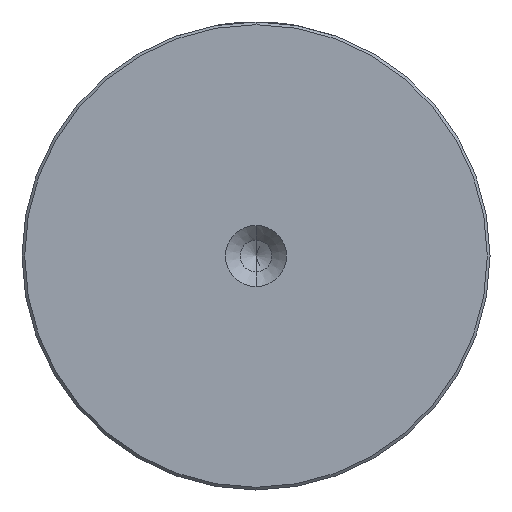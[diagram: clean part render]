
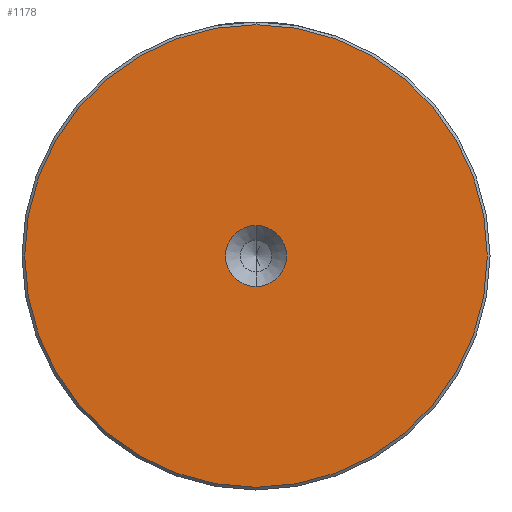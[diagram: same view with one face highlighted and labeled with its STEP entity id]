
A CAD part, left-side view. The second image highlights one B-rep face of the part: STEP entity #1178.
In plain terms, the highlighted planar face has unit normal (-1, 0, 0).
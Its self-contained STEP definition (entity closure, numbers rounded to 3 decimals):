
#18 = DIRECTION ( 'NONE',  ( -1., 0., 0. ) ) ;
#45 = DIRECTION ( 'NONE',  ( 0., 0., 1. ) ) ;
#67 = DIRECTION ( 'NONE',  ( -1., 0., 0. ) ) ;
#75 = CARTESIAN_POINT ( 'NONE',  ( 0., 0., 0. ) ) ;
#169 = DIRECTION ( 'NONE',  ( -1., 0., 0. ) ) ;
#182 = VERTEX_POINT ( 'NONE', #1749 ) ;
#271 = CIRCLE ( 'NONE', #579, 42.5 ) ;
#459 = AXIS2_PLACEMENT_3D ( 'NONE', #1351, #169, #1544 ) ;
#543 = EDGE_LOOP ( 'NONE', ( #2163, #1287 ) ) ;
#579 = AXIS2_PLACEMENT_3D ( 'NONE', #75, #67, #45 ) ;
#742 = VERTEX_POINT ( 'NONE', #1539 ) ;
#767 = DIRECTION ( 'NONE',  ( 0., 0., 1. ) ) ;
#772 = CIRCLE ( 'NONE', #1308, 5.6 ) ;
#850 = CARTESIAN_POINT ( 'NONE',  ( 0., 0., 0. ) ) ;
#921 = CIRCLE ( 'NONE', #459, 5.6 ) ;
#922 = AXIS2_PLACEMENT_3D ( 'NONE', #1772, #1552, #767 ) ;
#935 = EDGE_CURVE ( 'NONE', #2141, #182, #271, .T. ) ;
#1041 = DIRECTION ( 'NONE',  ( 0., 0., 1. ) ) ;
#1124 = EDGE_LOOP ( 'NONE', ( #1637, #1261 ) ) ;
#1178 = ADVANCED_FACE ( 'NONE', ( #1879, #2401 ), #1560, .T. ) ;
#1198 = CARTESIAN_POINT ( 'NONE',  ( 0., 0., 0. ) ) ;
#1261 = ORIENTED_EDGE ( 'NONE', *, *, #1498, .F. ) ;
#1287 = ORIENTED_EDGE ( 'NONE', *, *, #935, .T. ) ;
#1308 = AXIS2_PLACEMENT_3D ( 'NONE', #850, #2250, #1041 ) ;
#1351 = CARTESIAN_POINT ( 'NONE',  ( 0., 0., 0. ) ) ;
#1366 = EDGE_CURVE ( 'NONE', #182, #2141, #1617, .T. ) ;
#1402 = DIRECTION ( 'NONE',  ( 0., 0., 1. ) ) ;
#1498 = EDGE_CURVE ( 'NONE', #742, #2556, #772, .T. ) ;
#1539 = CARTESIAN_POINT ( 'NONE',  ( 0., 0., -5.6 ) ) ;
#1544 = DIRECTION ( 'NONE',  ( 0., 0., 1. ) ) ;
#1552 = DIRECTION ( 'NONE',  ( -1., 0., 0. ) ) ;
#1560 = PLANE ( 'NONE',  #922 ) ;
#1602 = EDGE_CURVE ( 'NONE', #2556, #742, #921, .T. ) ;
#1617 = CIRCLE ( 'NONE', #2544, 42.5 ) ;
#1637 = ORIENTED_EDGE ( 'NONE', *, *, #1602, .F. ) ;
#1749 = CARTESIAN_POINT ( 'NONE',  ( 0., 0., -42.5 ) ) ;
#1772 = CARTESIAN_POINT ( 'NONE',  ( 0., 0., 0. ) ) ;
#1879 = FACE_OUTER_BOUND ( 'NONE', #543, .T. ) ;
#2141 = VERTEX_POINT ( 'NONE', #2251 ) ;
#2163 = ORIENTED_EDGE ( 'NONE', *, *, #1366, .T. ) ;
#2250 = DIRECTION ( 'NONE',  ( -1., 0., 0. ) ) ;
#2251 = CARTESIAN_POINT ( 'NONE',  ( 0., 0., 42.5 ) ) ;
#2401 = FACE_BOUND ( 'NONE', #1124, .T. ) ;
#2491 = CARTESIAN_POINT ( 'NONE',  ( 0., 0., 5.6 ) ) ;
#2544 = AXIS2_PLACEMENT_3D ( 'NONE', #1198, #18, #1402 ) ;
#2556 = VERTEX_POINT ( 'NONE', #2491 ) ;
